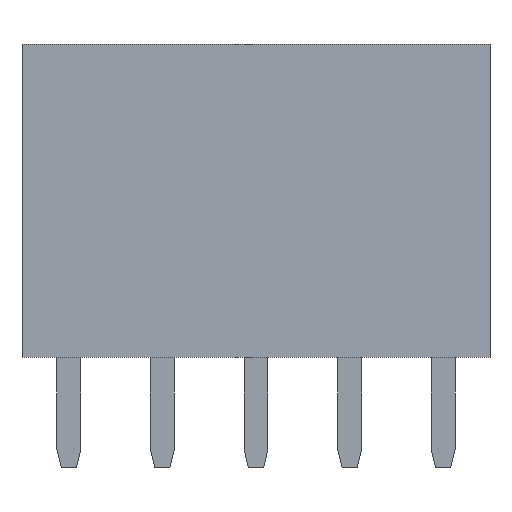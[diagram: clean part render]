
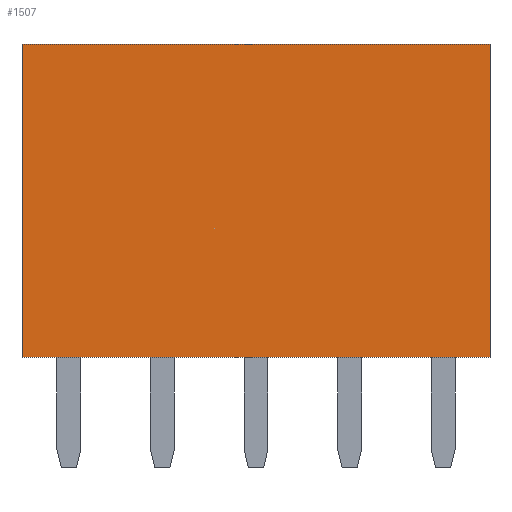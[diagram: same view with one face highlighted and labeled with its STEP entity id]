
A CAD part, left-side view. The second image highlights one B-rep face of the part: STEP entity #1507.
In plain terms, the highlighted planar face has unit normal (-1, 0, 0).
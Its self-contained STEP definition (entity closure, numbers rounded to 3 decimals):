
#857 = VERTEX_POINT('',#858);
#858 = CARTESIAN_POINT('',(-1.25,1.27,0.));
#866 = EDGE_CURVE('',#857,#867,#869,.T.);
#867 = VERTEX_POINT('',#868);
#868 = CARTESIAN_POINT('',(-1.25,1.27,8.5));
#869 = LINE('',#870,#871);
#870 = CARTESIAN_POINT('',(-1.25,1.27,0.));
#871 = VECTOR('',#872,1.);
#872 = DIRECTION('',(0.,0.,1.));
#947 = EDGE_CURVE('',#948,#857,#950,.T.);
#948 = VERTEX_POINT('',#949);
#949 = CARTESIAN_POINT('',(-1.25,-11.43,0.));
#950 = LINE('',#951,#952);
#951 = CARTESIAN_POINT('',(-1.25,-11.43,0.));
#952 = VECTOR('',#953,1.);
#953 = DIRECTION('',(0.,1.,0.));
#1318 = EDGE_CURVE('',#1319,#867,#1321,.T.);
#1319 = VERTEX_POINT('',#1320);
#1320 = CARTESIAN_POINT('',(-1.25,-11.43,8.5));
#1321 = LINE('',#1322,#1323);
#1322 = CARTESIAN_POINT('',(-1.25,-11.43,8.5));
#1323 = VECTOR('',#1324,1.);
#1324 = DIRECTION('',(0.,1.,0.));
#1507 = ADVANCED_FACE('',(#1508),#1519,.T.);
#1508 = FACE_BOUND('',#1509,.T.);
#1509 = EDGE_LOOP('',(#1510,#1516,#1517,#1518));
#1510 = ORIENTED_EDGE('',*,*,#1511,.T.);
#1511 = EDGE_CURVE('',#948,#1319,#1512,.T.);
#1512 = LINE('',#1513,#1514);
#1513 = CARTESIAN_POINT('',(-1.25,-11.43,0.));
#1514 = VECTOR('',#1515,1.);
#1515 = DIRECTION('',(0.,0.,1.));
#1516 = ORIENTED_EDGE('',*,*,#1318,.T.);
#1517 = ORIENTED_EDGE('',*,*,#866,.F.);
#1518 = ORIENTED_EDGE('',*,*,#947,.F.);
#1519 = PLANE('',#1520);
#1520 = AXIS2_PLACEMENT_3D('',#1521,#1522,#1523);
#1521 = CARTESIAN_POINT('',(-1.25,-11.43,0.));
#1522 = DIRECTION('',(-1.,0.,0.));
#1523 = DIRECTION('',(0.,1.,0.));
